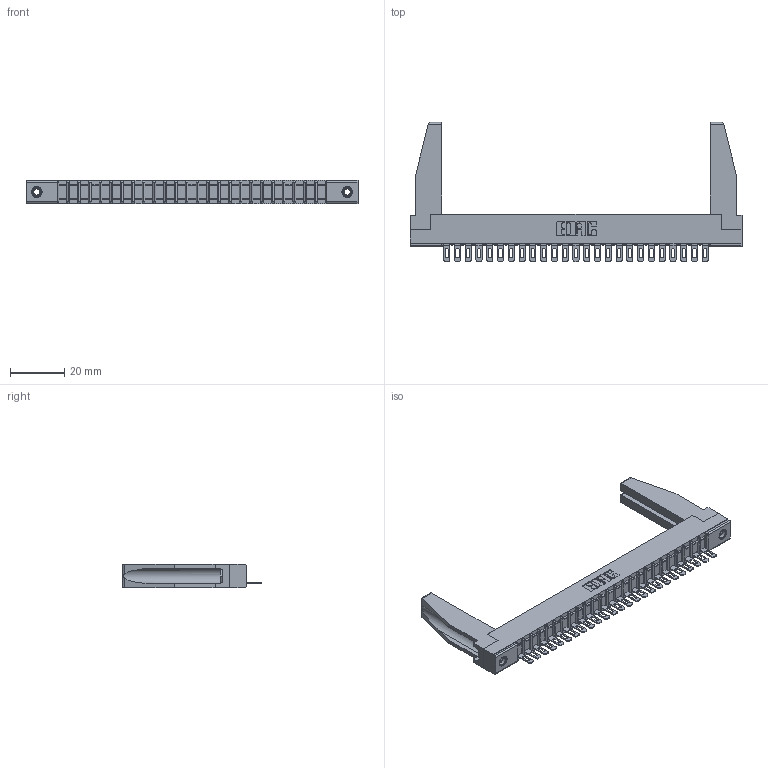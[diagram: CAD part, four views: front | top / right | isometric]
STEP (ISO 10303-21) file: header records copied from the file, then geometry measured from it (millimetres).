
FILE_DESCRIPTION (( 'STEP AP203' ), '1' );
FILE_NAME ('307-025-501-178.STEP', '2019-09-05T01:23:49', ( '' ), ( '' ), 'SwSTEP 2.0', 'SolidWorks 2016', '' );
FILE_SCHEMA (( 'CONFIG_CONTROL_DESIGN' ));
Length unit declared in the file: inch
Products named in the file (5): 307-025-501-178; 307-290-002_501; 307-220-078; 345-250-001_345-250-001-102; 307 Part_.156 Dia Mounting Holes
Assembly tree (30 placements, depth 2):
  307-025-501-178
    307 Part_.156 Dia Mounting Holes
    307-290-002_501  x25
    307-220-078  x2
    345-250-001_345-250-001-102  x2
Bounding box: 122.07 x 51.13 x 8.71 mm (x, y, z)
Volume: 12075.7 mm3; surface area: 18856.3 mm2
Topology: 30 solids, 30 shells, 2174 faces, 6603 edges, 4322 vertices
Faces by surface type: plane 1254, cylinder 852, sphere 52, cone 12, torus 4
Entity records: 26761 total; most frequent: CARTESIAN_POINT 4510, ORIENTED_EDGE 4456, DIRECTION 4350, EDGE_CURVE 2228, VECTOR 1698, LINE 1698, VERTEX_POINT 1444, AXIS2_PLACEMENT_3D 1326
